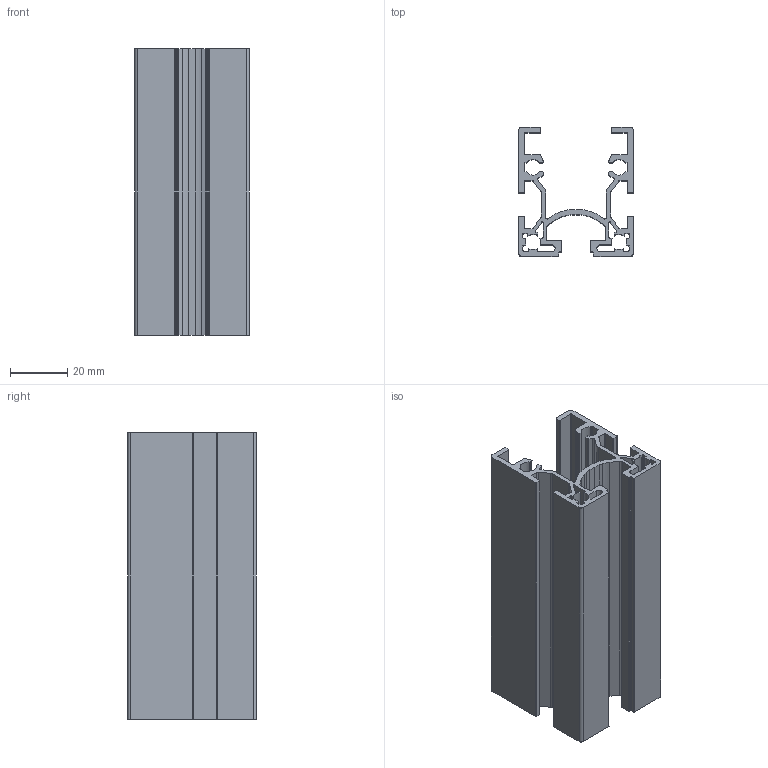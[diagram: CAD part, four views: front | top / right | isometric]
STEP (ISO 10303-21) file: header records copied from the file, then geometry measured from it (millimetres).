
FILE_DESCRIPTION((''),'2;1');
FILE_NAME('14001_AL_PROFIL_40X45_VAL_PROGE','2022-09-19T11:01:57',('PredragRovcanin'),('Audax d.o.o.'),'CREO PARAMETRIC BY PTC INC, 2020281','CREO PARAMETRIC BY PTC INC, 2020281','');
FILE_SCHEMA(('AUTOMOTIVE_DESIGN { 1 0 10303 214 1 1 1 1 }'));
Length unit declared in the file: millimetre
Products named in the file (1): 14001_AL_PROFIL_40X45_VAL_PROGE
Bounding box: 40 x 45 x 100 mm (x, y, z)
Volume: 42564.8 mm3; surface area: 49194.9 mm2
Topology: 1 solids, 1 shells, 226 faces, 676 edges, 456 vertices
Faces by surface type: cylinder 116, plane 110
Entity records: 10304 total; most frequent: DIRECTION 1362, CARTESIAN_POINT 1353, ORIENTED_EDGE 1344, PRESENTATION_STYLE_ASSIGNMENT 679, STYLED_ITEM 677, CURVE_STYLE 676, EDGE_CURVE 672, AXIS2_PLACEMENT_3D 459
